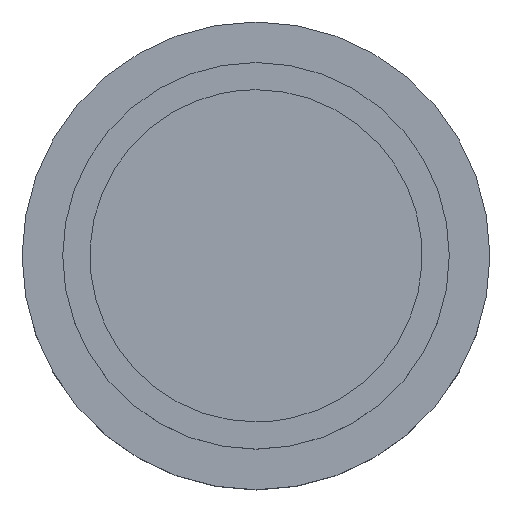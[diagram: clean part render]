
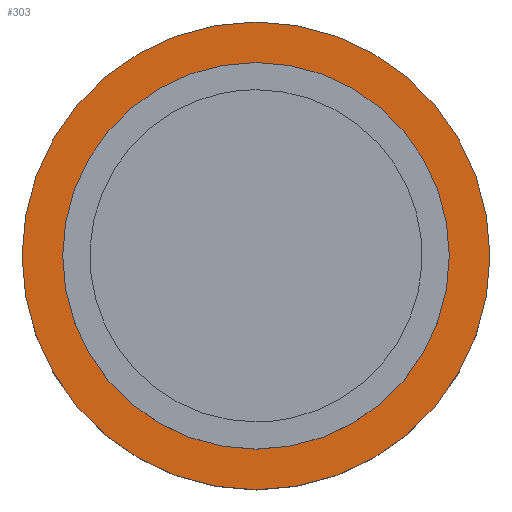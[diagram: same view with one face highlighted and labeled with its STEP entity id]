
A CAD part, top view. The second image highlights one B-rep face of the part: STEP entity #303.
In plain terms, the highlighted planar face has unit normal (0, 0, 1).
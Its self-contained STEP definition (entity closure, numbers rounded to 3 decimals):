
#223=CARTESIAN_POINT('',(-176.978,135.833,-151.698));
#224=VERTEX_POINT('',#223);
#233=CARTESIAN_POINT('',(-221.578,135.833,-151.698));
#234=VERTEX_POINT('',#233);
#235=CARTESIAN_POINT('',(-199.278,135.833,-151.698));
#236=DIRECTION('',(0.0,0.0,1.0));
#237=DIRECTION('',(1.0,0.0,0.0));
#238=AXIS2_PLACEMENT_3D('',#235,#236,#237);
#239=CIRCLE('',#238,22.3);
#240=EDGE_CURVE('',#234,#224,#239,.T.);
#274=CARTESIAN_POINT('',(-199.278,135.833,-151.698));
#275=DIRECTION('',(0.0,0.0,1.0));
#276=DIRECTION('',(1.0,0.0,0.0));
#277=AXIS2_PLACEMENT_3D('',#274,#275,#276);
#278=CIRCLE('',#277,22.3);
#279=EDGE_CURVE('',#224,#234,#278,.T.);
#294=CARTESIAN_POINT('',(-199.278,135.833,-151.698));
#295=DIRECTION('',(0.0,0.0,1.0));
#296=DIRECTION('',(1.0,0.0,0.0));
#297=AXIS2_PLACEMENT_3D('',#294,#295,#296);
#298=PLANE('',#297);
#299=ORIENTED_EDGE('',*,*,#279,.T.);
#300=ORIENTED_EDGE('',*,*,#240,.T.);
#301=EDGE_LOOP('',(#299,#300));
#302=FACE_OUTER_BOUND('',#301,.T.);
#303=ADVANCED_FACE('',(#302),#298,.T.);
